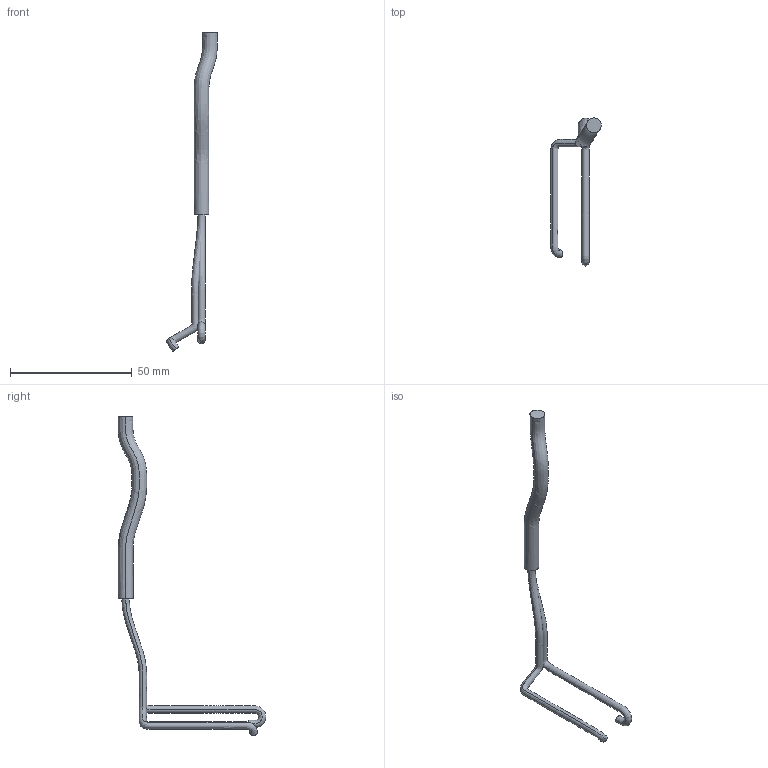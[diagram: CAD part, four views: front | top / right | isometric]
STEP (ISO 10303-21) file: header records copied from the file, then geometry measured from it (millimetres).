
FILE_DESCRIPTION (( 'STEP AP203' ), '1' );
FILE_NAME ('Cable-A002-697_A002-756_01_sldprt.STEP', '2016-06-02T17:07:55', ( 'Shusen Zhang' ), ( 'MathWorks' ), 'SwSTEP 2.0', 'SolidWorks 2015', '' );
FILE_SCHEMA (( 'CONFIG_CONTROL_DESIGN' ));
Length unit declared in the file: inch
Products named in the file (1): Cable-A002-697_A002-756_01_sldprt
Bounding box: 20.8 x 60.63 x 130.76 mm (x, y, z)
Volume: 3698.7 mm3; surface area: 3537.8 mm2
Topology: 3 solids, 3 shells, 12 faces, 18 edges, 12 vertices
Faces by surface type: bspline 6, plane 6
Entity records: 3350 total; most frequent: CARTESIAN_POINT 3110, ORIENTED_EDGE 36, EDGE_CURVE 18, B_SPLINE_CURVE_WITH_KNOTS 18, DIRECTION 14, VERTEX_POINT 12, ADVANCED_FACE 12, EDGE_LOOP 12
